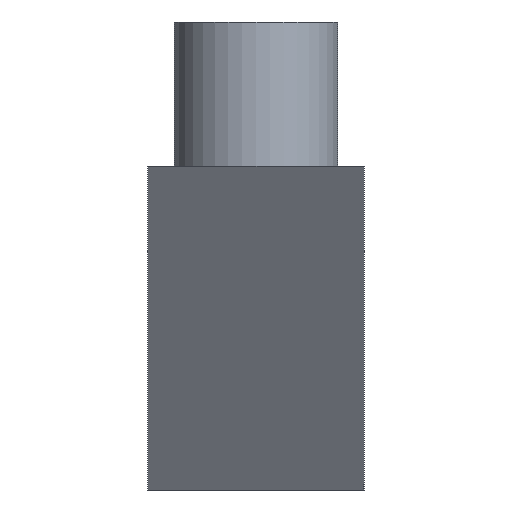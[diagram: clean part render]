
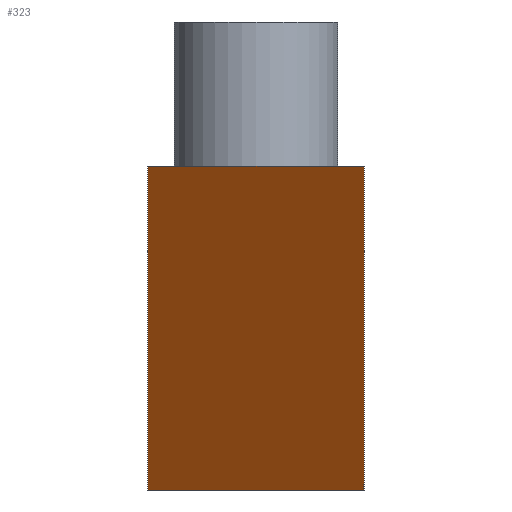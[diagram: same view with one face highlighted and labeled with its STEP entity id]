
A CAD part, left-side view. The second image highlights one B-rep face of the part: STEP entity #323.
In plain terms, the highlighted planar face has unit normal (-0.82, 0, -0.572).
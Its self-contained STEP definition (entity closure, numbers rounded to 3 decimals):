
#31=FACE_OUTER_BOUND('',#51,.T.);
#51=EDGE_LOOP('',(#244,#245,#246,#247,#248));
#74=LINE('',#493,#112);
#78=LINE('',#502,#116);
#79=LINE('',#506,#117);
#83=LINE('',#514,#121);
#85=LINE('',#517,#123);
#112=VECTOR('',#396,10.);
#116=VECTOR('',#404,10.);
#117=VECTOR('',#409,10.);
#121=VECTOR('',#417,10.);
#123=VECTOR('',#421,10.);
#147=VERTEX_POINT('',#490);
#148=VERTEX_POINT('',#492);
#151=VERTEX_POINT('',#499);
#152=VERTEX_POINT('',#505);
#154=VERTEX_POINT('',#513);
#176=EDGE_CURVE('',#148,#147,#74,.T.);
#181=EDGE_CURVE('',#151,#148,#78,.T.);
#183=EDGE_CURVE('',#152,#151,#79,.T.);
#187=EDGE_CURVE('',#152,#154,#83,.T.);
#189=EDGE_CURVE('',#154,#147,#85,.T.);
#244=ORIENTED_EDGE('',*,*,#183,.T.);
#245=ORIENTED_EDGE('',*,*,#181,.T.);
#246=ORIENTED_EDGE('',*,*,#176,.T.);
#247=ORIENTED_EDGE('',*,*,#189,.F.);
#248=ORIENTED_EDGE('',*,*,#187,.F.);
#305=PLANE('',#359);
#323=ADVANCED_FACE('',(#31),#305,.T.);
#359=AXIS2_PLACEMENT_3D('',#516,#419,#420);
#396=DIRECTION('',(0.572,0.,-0.82));
#404=DIRECTION('',(0.,1.,0.));
#409=DIRECTION('',(0.,1.,0.));
#417=DIRECTION('',(0.572,0.,-0.82));
#419=DIRECTION('center_axis',(-0.82,0.,-0.572));
#420=DIRECTION('ref_axis',(-0.572,0.,0.82));
#421=DIRECTION('',(0.,1.,0.));
#490=CARTESIAN_POINT('',(-56.,3.,-9.));
#492=CARTESIAN_POINT('',(-62.275,3.,0.));
#493=CARTESIAN_POINT('',(-62.275,3.,0.));
#499=CARTESIAN_POINT('',(-62.275,0.,0.));
#502=CARTESIAN_POINT('',(-62.275,0.,0.));
#505=CARTESIAN_POINT('',(-62.275,-3.,0.));
#506=CARTESIAN_POINT('',(-62.275,0.,0.));
#513=CARTESIAN_POINT('',(-56.,-3.,-9.));
#514=CARTESIAN_POINT('',(-62.275,-3.,0.));
#516=CARTESIAN_POINT('Origin',(-62.275,-3.,0.));
#517=CARTESIAN_POINT('',(-56.,3.,-9.));
